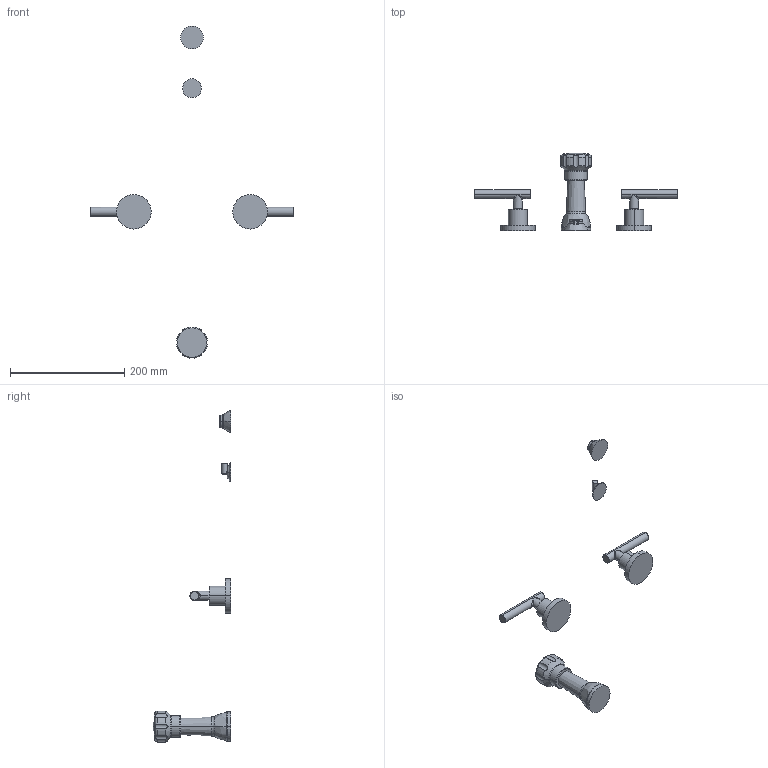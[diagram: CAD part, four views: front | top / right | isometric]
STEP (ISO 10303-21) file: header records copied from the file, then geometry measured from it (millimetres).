
FILE_DESCRIPTION((''),'2;1');
FILE_NAME('999L','2021-01-27T11:03:26',('jinson.thomas'),(''),'CREO PARAMETRIC BY PTC INC, 2018400','CREO PARAMETRIC BY PTC INC, 2018400','');
FILE_SCHEMA(('CONFIG_CONTROL_DESIGN'));
Length unit declared in the file: inch
Products named in the file (1): 999L
Bounding box: 355.04 x 135.97 x 580.53 mm (x, y, z)
Volume: 347705.5 mm3; surface area: 63799.1 mm2
Topology: 5 solids, 5 shells, 176 faces, 403 edges, 248 vertices
Faces by surface type: cylinder 64, plane 50, torus 22, cone 22, bspline 14, sphere 4
Entity records: 6329 total; most frequent: CARTESIAN_POINT 2291, DIRECTION 895, ORIENTED_EDGE 798, EDGE_CURVE 399, AXIS2_PLACEMENT_3D 372, VERTEX_POINT 248, CIRCLE 210, EDGE_LOOP 191
